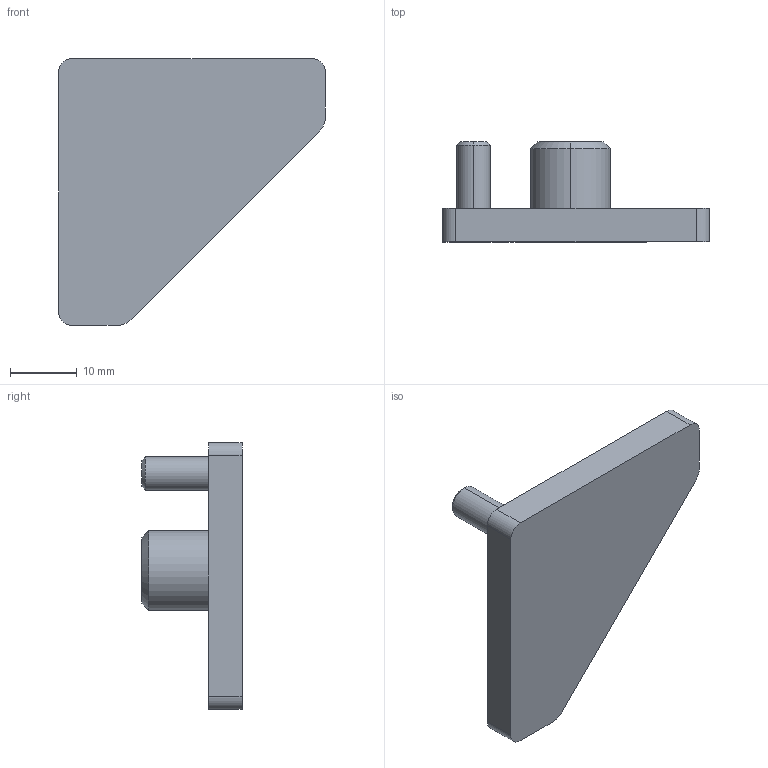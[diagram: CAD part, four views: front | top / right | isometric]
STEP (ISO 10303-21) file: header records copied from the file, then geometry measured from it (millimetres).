
FILE_DESCRIPTION (( 'STEP AP214' ), '1' );
FILE_NAME ('A799 Çàãëóøêà òîðöåâàÿ 40 õ 40T.STEP', '2025-06-24T14:39:47', ( '' ), ( '' ), 'SwSTEP 2.0', 'SolidWorks 2025', '' );
FILE_SCHEMA (( 'AUTOMOTIVE_DESIGN' ));
Length unit declared in the file: millimetre
Products named in the file (1): A799 Заглушка торцевая 40 х 40T
Bounding box: 40 x 15 x 40 mm (x, y, z)
Volume: 4699.2 mm3; surface area: 4311.2 mm2
Topology: 1 solids, 1 shells, 34 faces, 77 edges, 50 vertices
Faces by surface type: plane 17, cylinder 13, cone 4
Entity records: 982 total; most frequent: DIRECTION 177, CARTESIAN_POINT 162, ORIENTED_EDGE 154, EDGE_CURVE 77, AXIS2_PLACEMENT_3D 65, VERTEX_POINT 50, LINE 47, VECTOR 47
